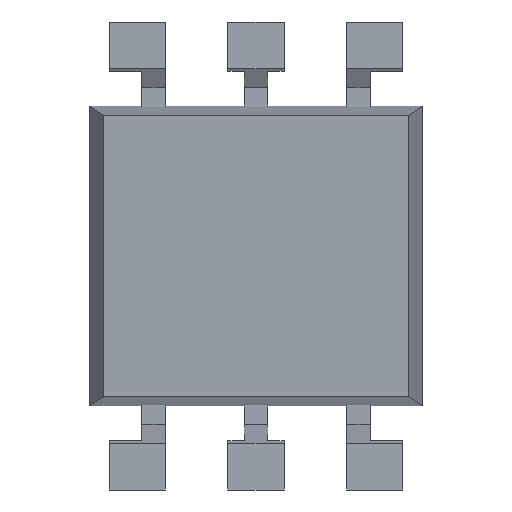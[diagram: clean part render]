
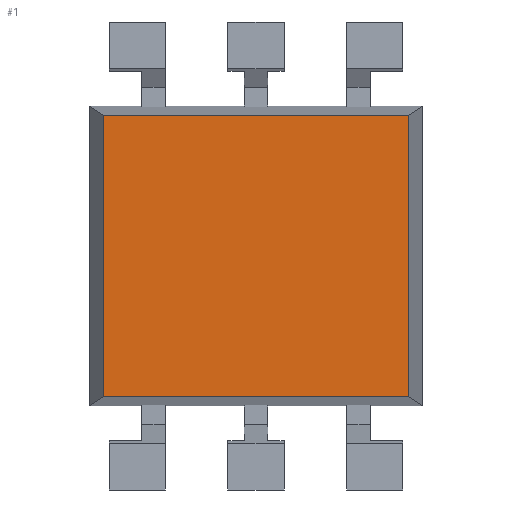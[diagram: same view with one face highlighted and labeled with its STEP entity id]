
A CAD part, front view. The second image highlights one B-rep face of the part: STEP entity #1.
In plain terms, the highlighted planar face has unit normal (0, -1, 0).
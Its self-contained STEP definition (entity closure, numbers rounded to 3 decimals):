
#1 = ADVANCED_FACE ( 'NONE', ( #1552 ), #1553, .F. ) ;
#82 = CARTESIAN_POINT ( 'NONE',  ( -0.72, 0.35, 3. ) ) ;
#284 = ORIENTED_EDGE ( 'NONE', *, *, #753, .T. ) ;
#325 = LINE ( 'NONE', #326, #327 ) ;
#326 = CARTESIAN_POINT ( 'NONE',  ( -0.72, 0.35, -3.2 ) ) ;
#327 = VECTOR ( 'NONE', #328, 1000. ) ;
#328 = DIRECTION ( 'NONE',  ( 0., 0., 1. ) ) ;
#515 = ORIENTED_EDGE ( 'NONE', *, *, #785, .T. ) ;
#576 = ORIENTED_EDGE ( 'NONE', *, *, #729, .F. ) ;
#658 = VERTEX_POINT ( 'NONE', #82 ) ;
#729 = EDGE_CURVE ( 'NONE', #2422, #658, #325, .T. ) ;
#753 = EDGE_CURVE ( 'NONE', #764, #658, #1992, .T. ) ;
#764 = VERTEX_POINT ( 'NONE', #2045 ) ;
#770 = EDGE_LOOP ( 'NONE', ( #284, #576, #2309, #515 ) ) ;
#776 = VERTEX_POINT ( 'NONE', #2137 ) ;
#785 = EDGE_CURVE ( 'NONE', #776, #764, #2204, .T. ) ;
#899 = CARTESIAN_POINT ( 'NONE',  ( -0.72, 0.35, -3. ) ) ;
#913 = EDGE_CURVE ( 'NONE', #776, #2422, #1007, .T. ) ;
#1007 = LINE ( 'NONE', #1008, #1009 ) ;
#1008 = CARTESIAN_POINT ( 'NONE',  ( 6.1, 0.35, -3. ) ) ;
#1009 = VECTOR ( 'NONE', #1010, 1000. ) ;
#1010 = DIRECTION ( 'NONE',  ( -1., 0., 0. ) ) ;
#1552 = FACE_OUTER_BOUND ( 'NONE', #770, .T. ) ;
#1553 = PLANE ( 'NONE',  #1554 ) ;
#1554 = AXIS2_PLACEMENT_3D ( 'NONE', #1555, #1556, #1557 ) ;
#1555 = CARTESIAN_POINT ( 'NONE',  ( 6.1, 0.35, 3. ) ) ;
#1556 = DIRECTION ( 'NONE',  ( 0., 1., 0. ) ) ;
#1557 = DIRECTION ( 'NONE',  ( 0., 0., 1. ) ) ;
#1992 = LINE ( 'NONE', #1993, #1994 ) ;
#1993 = CARTESIAN_POINT ( 'NONE',  ( 6.1, 0.35, 3. ) ) ;
#1994 = VECTOR ( 'NONE', #1995, 1000. ) ;
#1995 = DIRECTION ( 'NONE',  ( -1., 0., 0. ) ) ;
#2045 = CARTESIAN_POINT ( 'NONE',  ( 5.8, 0.35, 3. ) ) ;
#2137 = CARTESIAN_POINT ( 'NONE',  ( 5.8, 0.35, -3. ) ) ;
#2204 = LINE ( 'NONE', #2205, #2206 ) ;
#2205 = CARTESIAN_POINT ( 'NONE',  ( 5.8, 0.35, -3.2 ) ) ;
#2206 = VECTOR ( 'NONE', #2207, 1000. ) ;
#2207 = DIRECTION ( 'NONE',  ( 0., 0., 1. ) ) ;
#2309 = ORIENTED_EDGE ( 'NONE', *, *, #913, .F. ) ;
#2422 = VERTEX_POINT ( 'NONE', #899 ) ;
